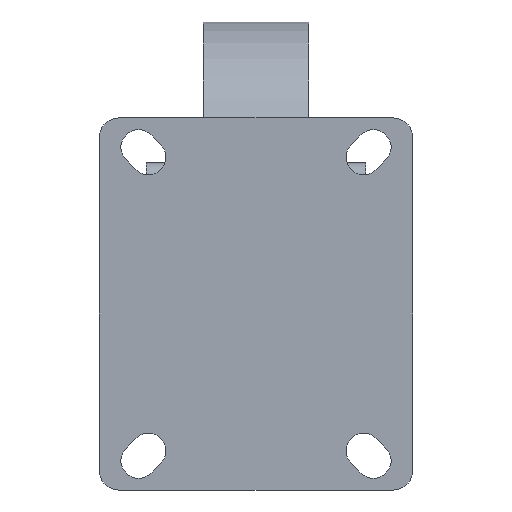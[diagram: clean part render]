
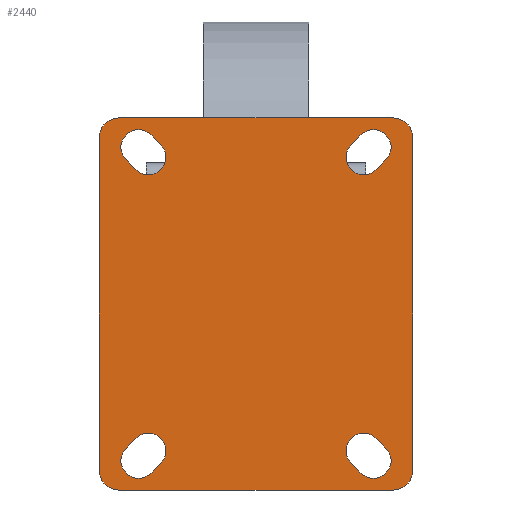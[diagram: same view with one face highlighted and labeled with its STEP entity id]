
A CAD part, front view. The second image highlights one B-rep face of the part: STEP entity #2440.
In plain terms, the highlighted planar face has unit normal (0, -1, 0).
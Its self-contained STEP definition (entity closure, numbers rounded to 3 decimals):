
#1139=DIRECTION('',(-0.707,0.,-0.707));
#1140=VECTOR('',#1139,3.536);
#1141=CARTESIAN_POINT('',(26.818,-2.,43.182));
#1142=LINE('',#1141,#1140);
#1146=CARTESIAN_POINT('',(27.5,-2.,37.5));
#1147=DIRECTION('',(0.,-1.,0.));
#1148=DIRECTION('',(-0.707,0.,0.707));
#1149=AXIS2_PLACEMENT_3D('',#1146,#1147,#1148);
#1154=DIRECTION('',(0.707,0.,0.707));
#1155=VECTOR('',#1154,3.536);
#1156=CARTESIAN_POINT('',(30.682,-2.,34.318));
#1157=LINE('',#1156,#1155);
#1161=CARTESIAN_POINT('',(30.,-2.,40.));
#1162=DIRECTION('',(0.,-1.,0.));
#1163=DIRECTION('',(0.707,0.,-0.707));
#1164=AXIS2_PLACEMENT_3D('',#1161,#1162,#1163);
#1169=DIRECTION('',(-0.707,0.,0.707));
#1170=VECTOR('',#1169,3.536);
#1171=CARTESIAN_POINT('',(33.182,-2.,-36.818));
#1172=LINE('',#1171,#1170);
#1176=CARTESIAN_POINT('',(27.5,-2.,-37.5));
#1177=DIRECTION('',(0.,-1.,0.));
#1178=DIRECTION('',(0.707,0.,0.707));
#1179=AXIS2_PLACEMENT_3D('',#1176,#1177,#1178);
#1184=DIRECTION('',(0.707,0.,-0.707));
#1185=VECTOR('',#1184,3.536);
#1186=CARTESIAN_POINT('',(24.318,-2.,-40.682));
#1187=LINE('',#1186,#1185);
#1191=CARTESIAN_POINT('',(30.,-2.,-40.));
#1192=DIRECTION('',(0.,-1.,0.));
#1193=DIRECTION('',(-0.707,0.,-0.707));
#1194=AXIS2_PLACEMENT_3D('',#1191,#1192,#1193);
#1199=DIRECTION('',(0.707,0.,0.707));
#1200=VECTOR('',#1199,3.536);
#1201=CARTESIAN_POINT('',(-26.818,-2.,-43.182));
#1202=LINE('',#1201,#1200);
#1206=CARTESIAN_POINT('',(-27.5,-2.,-37.5));
#1207=DIRECTION('',(0.,-1.,0.));
#1208=DIRECTION('',(0.707,0.,-0.707));
#1209=AXIS2_PLACEMENT_3D('',#1206,#1207,#1208);
#1214=DIRECTION('',(-0.707,0.,-0.707));
#1215=VECTOR('',#1214,3.536);
#1216=CARTESIAN_POINT('',(-30.682,-2.,-34.318));
#1217=LINE('',#1216,#1215);
#1221=CARTESIAN_POINT('',(-30.,-2.,-40.));
#1222=DIRECTION('',(0.,-1.,0.));
#1223=DIRECTION('',(-0.707,0.,0.707));
#1224=AXIS2_PLACEMENT_3D('',#1221,#1222,#1223);
#1229=DIRECTION('',(0.707,0.,-0.707));
#1230=VECTOR('',#1229,3.536);
#1231=CARTESIAN_POINT('',(-33.182,-2.,36.818));
#1232=LINE('',#1231,#1230);
#1236=CARTESIAN_POINT('',(-27.5,-2.,37.5));
#1237=DIRECTION('',(0.,-1.,0.));
#1238=DIRECTION('',(-0.707,0.,-0.707));
#1239=AXIS2_PLACEMENT_3D('',#1236,#1237,#1238);
#1244=DIRECTION('',(-0.707,0.,0.707));
#1245=VECTOR('',#1244,3.536);
#1246=CARTESIAN_POINT('',(-24.318,-2.,40.682));
#1247=LINE('',#1246,#1245);
#1251=CARTESIAN_POINT('',(-30.,-2.,40.));
#1252=DIRECTION('',(0.,-1.,0.));
#1253=DIRECTION('',(0.707,0.,0.707));
#1254=AXIS2_PLACEMENT_3D('',#1251,#1252,#1253);
#1259=CARTESIAN_POINT('',(35.,-2.,42.5));
#1260=DIRECTION('',(0.,-1.,0.));
#1261=DIRECTION('',(1.,0.,0.));
#1262=AXIS2_PLACEMENT_3D('',#1259,#1260,#1261);
#1267=DIRECTION('',(0.,0.,1.));
#1268=VECTOR('',#1267,85.);
#1269=CARTESIAN_POINT('',(40.,-2.,-42.5));
#1270=LINE('',#1269,#1268);
#1274=CARTESIAN_POINT('',(35.,-2.,-42.5));
#1275=DIRECTION('',(0.,-1.,0.));
#1276=DIRECTION('',(0.,0.,-1.));
#1277=AXIS2_PLACEMENT_3D('',#1274,#1275,#1276);
#1282=DIRECTION('',(1.,0.,0.));
#1283=VECTOR('',#1282,70.);
#1284=CARTESIAN_POINT('',(-35.,-2.,-47.5));
#1285=LINE('',#1284,#1283);
#1289=CARTESIAN_POINT('',(-35.,-2.,-42.5));
#1290=DIRECTION('',(0.,-1.,0.));
#1291=DIRECTION('',(-1.,0.,0.));
#1292=AXIS2_PLACEMENT_3D('',#1289,#1290,#1291);
#1297=DIRECTION('',(0.,0.,-1.));
#1298=VECTOR('',#1297,85.);
#1299=CARTESIAN_POINT('',(-40.,-2.,42.5));
#1300=LINE('',#1299,#1298);
#1304=CARTESIAN_POINT('',(-35.,-2.,42.5));
#1305=DIRECTION('',(0.,-1.,0.));
#1306=DIRECTION('',(0.,0.,1.));
#1307=AXIS2_PLACEMENT_3D('',#1304,#1305,#1306);
#1312=DIRECTION('',(-1.,0.,0.));
#1313=VECTOR('',#1312,70.);
#1314=CARTESIAN_POINT('',(35.,-2.,47.5));
#1315=LINE('',#1314,#1313);
#1572=CARTESIAN_POINT('',(40.,-2.,42.5));
#1573=VERTEX_POINT('',#1572);
#1574=CARTESIAN_POINT('',(35.,-2.,47.5));
#1575=VERTEX_POINT('',#1574);
#1580=CARTESIAN_POINT('',(-35.,-2.,47.5));
#1581=VERTEX_POINT('',#1580);
#1582=CARTESIAN_POINT('',(-40.,-2.,42.5));
#1583=VERTEX_POINT('',#1582);
#1588=CARTESIAN_POINT('',(-40.,-2.,-42.5));
#1589=VERTEX_POINT('',#1588);
#1590=CARTESIAN_POINT('',(-35.,-2.,-47.5));
#1591=VERTEX_POINT('',#1590);
#1596=CARTESIAN_POINT('',(35.,-2.,-47.5));
#1597=VERTEX_POINT('',#1596);
#1598=CARTESIAN_POINT('',(40.,-2.,-42.5));
#1599=VERTEX_POINT('',#1598);
#1600=CARTESIAN_POINT('',(26.818,-2.,43.182));
#1601=CARTESIAN_POINT('',(24.318,-2.,40.682));
#1602=VERTEX_POINT('',#1600);
#1603=VERTEX_POINT('',#1601);
#1604=CARTESIAN_POINT('',(30.682,-2.,34.318));
#1605=VERTEX_POINT('',#1604);
#1606=CARTESIAN_POINT('',(33.182,-2.,36.818));
#1607=VERTEX_POINT('',#1606);
#1608=CARTESIAN_POINT('',(33.182,-2.,-36.818));
#1609=CARTESIAN_POINT('',(30.682,-2.,-34.318));
#1610=VERTEX_POINT('',#1608);
#1611=VERTEX_POINT('',#1609);
#1612=CARTESIAN_POINT('',(24.318,-2.,-40.682));
#1613=VERTEX_POINT('',#1612);
#1614=CARTESIAN_POINT('',(26.818,-2.,-43.182));
#1615=VERTEX_POINT('',#1614);
#1616=CARTESIAN_POINT('',(-26.818,-2.,-43.182));
#1617=CARTESIAN_POINT('',(-24.318,-2.,-40.682));
#1618=VERTEX_POINT('',#1616);
#1619=VERTEX_POINT('',#1617);
#1620=CARTESIAN_POINT('',(-30.682,-2.,-34.318));
#1621=VERTEX_POINT('',#1620);
#1622=CARTESIAN_POINT('',(-33.182,-2.,-36.818));
#1623=VERTEX_POINT('',#1622);
#1624=CARTESIAN_POINT('',(-33.182,-2.,36.818));
#1625=CARTESIAN_POINT('',(-30.682,-2.,34.318));
#1626=VERTEX_POINT('',#1624);
#1627=VERTEX_POINT('',#1625);
#1628=CARTESIAN_POINT('',(-24.318,-2.,40.682));
#1629=VERTEX_POINT('',#1628);
#1630=CARTESIAN_POINT('',(-26.818,-2.,43.182));
#1631=VERTEX_POINT('',#1630);
#2378=CARTESIAN_POINT('',(0.,-2.,0.));
#2379=DIRECTION('',(0.,1.,0.));
#2380=DIRECTION('',(1.,0.,0.));
#2381=AXIS2_PLACEMENT_3D('',#2378,#2379,#2380);
#2382=PLANE('',#2381);
#2384=ORIENTED_EDGE('',*,*,#2383,.F.);
#2386=ORIENTED_EDGE('',*,*,#2385,.F.);
#2388=ORIENTED_EDGE('',*,*,#2387,.F.);
#2390=ORIENTED_EDGE('',*,*,#2389,.F.);
#2392=ORIENTED_EDGE('',*,*,#2391,.F.);
#2394=ORIENTED_EDGE('',*,*,#2393,.F.);
#2396=ORIENTED_EDGE('',*,*,#2395,.F.);
#2398=ORIENTED_EDGE('',*,*,#2397,.F.);
#2399=EDGE_LOOP('',(#2384,#2386,#2388,#2390,#2392,#2394,#2396,#2398));
#2400=FACE_OUTER_BOUND('',#2399,.F.);
#2402=ORIENTED_EDGE('',*,*,#2401,.T.);
#2404=ORIENTED_EDGE('',*,*,#2403,.T.);
#2406=ORIENTED_EDGE('',*,*,#2405,.T.);
#2408=ORIENTED_EDGE('',*,*,#2407,.T.);
#2409=EDGE_LOOP('',(#2402,#2404,#2406,#2408));
#2410=FACE_BOUND('',#2409,.F.);
#2412=ORIENTED_EDGE('',*,*,#2411,.T.);
#2414=ORIENTED_EDGE('',*,*,#2413,.T.);
#2416=ORIENTED_EDGE('',*,*,#2415,.T.);
#2418=ORIENTED_EDGE('',*,*,#2417,.T.);
#2419=EDGE_LOOP('',(#2412,#2414,#2416,#2418));
#2420=FACE_BOUND('',#2419,.F.);
#2422=ORIENTED_EDGE('',*,*,#2421,.T.);
#2424=ORIENTED_EDGE('',*,*,#2423,.T.);
#2426=ORIENTED_EDGE('',*,*,#2425,.T.);
#2428=ORIENTED_EDGE('',*,*,#2427,.T.);
#2429=EDGE_LOOP('',(#2422,#2424,#2426,#2428));
#2430=FACE_BOUND('',#2429,.F.);
#2431=ORIENTED_EDGE('',*,*,#2361,.T.);
#2433=ORIENTED_EDGE('',*,*,#2432,.T.);
#2435=ORIENTED_EDGE('',*,*,#2434,.T.);
#2437=ORIENTED_EDGE('',*,*,#2436,.T.);
#2438=EDGE_LOOP('',(#2431,#2433,#2435,#2437));
#2439=FACE_BOUND('',#2438,.F.);
#1150=CIRCLE('',#1149,4.5);
#1165=CIRCLE('',#1164,4.5);
#1180=CIRCLE('',#1179,4.5);
#1195=CIRCLE('',#1194,4.5);
#1210=CIRCLE('',#1209,4.5);
#1225=CIRCLE('',#1224,4.5);
#1240=CIRCLE('',#1239,4.5);
#1255=CIRCLE('',#1254,4.5);
#1263=CIRCLE('',#1262,5.);
#1278=CIRCLE('',#1277,5.);
#1293=CIRCLE('',#1292,5.);
#1308=CIRCLE('',#1307,5.);
#2361=EDGE_CURVE('',#1602,#1603,#1142,.T.);
#2383=EDGE_CURVE('',#1573,#1575,#1263,.T.);
#2385=EDGE_CURVE('',#1599,#1573,#1270,.T.);
#2387=EDGE_CURVE('',#1597,#1599,#1278,.T.);
#2389=EDGE_CURVE('',#1591,#1597,#1285,.T.);
#2391=EDGE_CURVE('',#1589,#1591,#1293,.T.);
#2393=EDGE_CURVE('',#1583,#1589,#1300,.T.);
#2395=EDGE_CURVE('',#1581,#1583,#1308,.T.);
#2397=EDGE_CURVE('',#1575,#1581,#1315,.T.);
#2401=EDGE_CURVE('',#1610,#1611,#1172,.T.);
#2403=EDGE_CURVE('',#1611,#1613,#1180,.T.);
#2405=EDGE_CURVE('',#1613,#1615,#1187,.T.);
#2407=EDGE_CURVE('',#1615,#1610,#1195,.T.);
#2411=EDGE_CURVE('',#1618,#1619,#1202,.T.);
#2413=EDGE_CURVE('',#1619,#1621,#1210,.T.);
#2415=EDGE_CURVE('',#1621,#1623,#1217,.T.);
#2417=EDGE_CURVE('',#1623,#1618,#1225,.T.);
#2421=EDGE_CURVE('',#1626,#1627,#1232,.T.);
#2423=EDGE_CURVE('',#1627,#1629,#1240,.T.);
#2425=EDGE_CURVE('',#1629,#1631,#1247,.T.);
#2427=EDGE_CURVE('',#1631,#1626,#1255,.T.);
#2432=EDGE_CURVE('',#1603,#1605,#1150,.T.);
#2434=EDGE_CURVE('',#1605,#1607,#1157,.T.);
#2436=EDGE_CURVE('',#1607,#1602,#1165,.T.);
#2440=ADVANCED_FACE('',(#2400,#2410,#2420,#2430,#2439),#2382,.F.);
